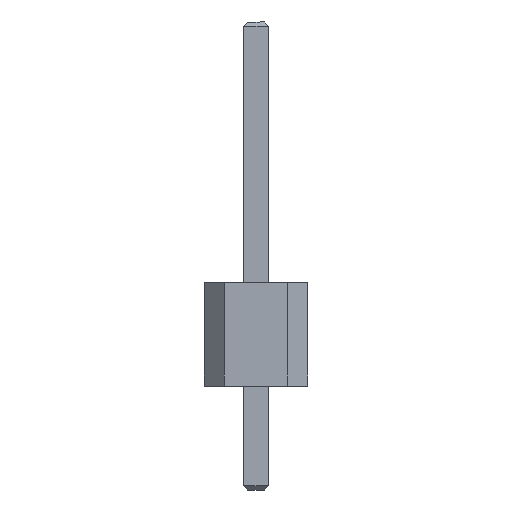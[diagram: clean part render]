
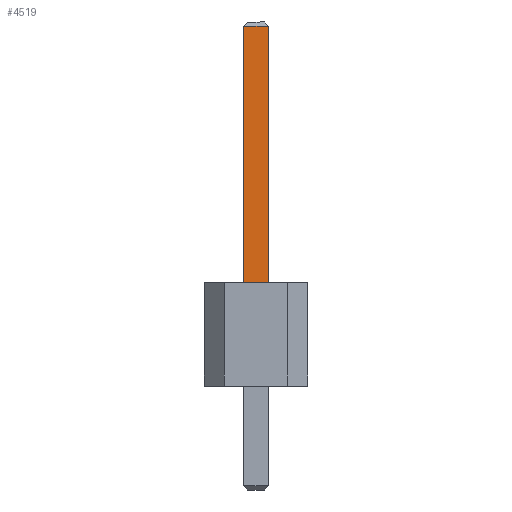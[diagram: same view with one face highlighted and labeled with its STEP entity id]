
A CAD part, left-side view. The second image highlights one B-rep face of the part: STEP entity #4519.
In plain terms, the highlighted planar face has unit normal (-1, 0, 0).
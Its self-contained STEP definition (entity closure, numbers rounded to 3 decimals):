
#42 = CARTESIAN_POINT ( 'NONE',  ( -0.3, 0., 2.54 ) ) ;
#230 = VERTEX_POINT ( 'NONE', #3923 ) ;
#393 = DIRECTION ( 'NONE',  ( 1., 0., 0. ) ) ;
#543 = EDGE_CURVE ( 'NONE', #2652, #7054, #6012, .T. ) ;
#579 = CARTESIAN_POINT ( 'NONE',  ( -0.3, -0.3, 8.8 ) ) ;
#800 = VECTOR ( 'NONE', #6180, 1000. ) ;
#997 = PLANE ( 'NONE',  #3082 ) ;
#1015 = ORIENTED_EDGE ( 'NONE', *, *, #4874, .F. ) ;
#1172 = FACE_OUTER_BOUND ( 'NONE', #4657, .T. ) ;
#1201 = CARTESIAN_POINT ( 'NONE',  ( -0.3, 0., 8.8 ) ) ;
#1798 = DIRECTION ( 'NONE',  ( 0., -1., 0. ) ) ;
#1918 = VECTOR ( 'NONE', #1798, 1000. ) ;
#1998 = DIRECTION ( 'NONE',  ( 0., 0., -1. ) ) ;
#2058 = EDGE_CURVE ( 'NONE', #2652, #230, #6366, .T. ) ;
#2313 = LINE ( 'NONE', #3141, #5090 ) ;
#2316 = EDGE_CURVE ( 'NONE', #3262, #7054, #3155, .T. ) ;
#2652 = VERTEX_POINT ( 'NONE', #5212 ) ;
#2770 = CARTESIAN_POINT ( 'NONE',  ( -0.3, 0.3, 8.9 ) ) ;
#3082 = AXIS2_PLACEMENT_3D ( 'NONE', #7224, #393, #3804 ) ;
#3141 = CARTESIAN_POINT ( 'NONE',  ( -0.3, -0.3, 8.9 ) ) ;
#3155 = LINE ( 'NONE', #1201, #3852 ) ;
#3262 = VERTEX_POINT ( 'NONE', #579 ) ;
#3804 = DIRECTION ( 'NONE',  ( 0., 0., -1. ) ) ;
#3852 = VECTOR ( 'NONE', #6917, 1000. ) ;
#3923 = CARTESIAN_POINT ( 'NONE',  ( -0.3, -0.3, 2.54 ) ) ;
#4305 = CARTESIAN_POINT ( 'NONE',  ( -0.3, 0.3, 8.8 ) ) ;
#4519 = ADVANCED_FACE ( 'NONE', ( #1172 ), #997, .F. ) ;
#4657 = EDGE_LOOP ( 'NONE', ( #1015, #7131, #5546, #4954 ) ) ;
#4874 = EDGE_CURVE ( 'NONE', #3262, #230, #2313, .T. ) ;
#4954 = ORIENTED_EDGE ( 'NONE', *, *, #2058, .T. ) ;
#5090 = VECTOR ( 'NONE', #1998, 1000. ) ;
#5212 = CARTESIAN_POINT ( 'NONE',  ( -0.3, 0.3, 2.54 ) ) ;
#5546 = ORIENTED_EDGE ( 'NONE', *, *, #543, .F. ) ;
#6012 = LINE ( 'NONE', #2770, #800 ) ;
#6180 = DIRECTION ( 'NONE',  ( 0., 0., 1. ) ) ;
#6366 = LINE ( 'NONE', #42, #1918 ) ;
#6917 = DIRECTION ( 'NONE',  ( 0., 1., 0. ) ) ;
#7054 = VERTEX_POINT ( 'NONE', #4305 ) ;
#7131 = ORIENTED_EDGE ( 'NONE', *, *, #2316, .T. ) ;
#7224 = CARTESIAN_POINT ( 'NONE',  ( -0.3, 0., 0. ) ) ;
